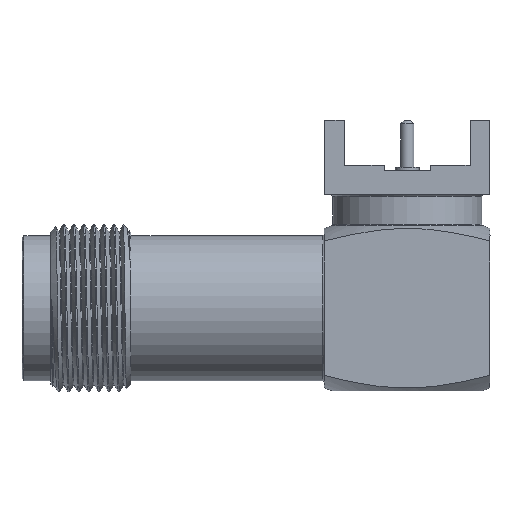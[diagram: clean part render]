
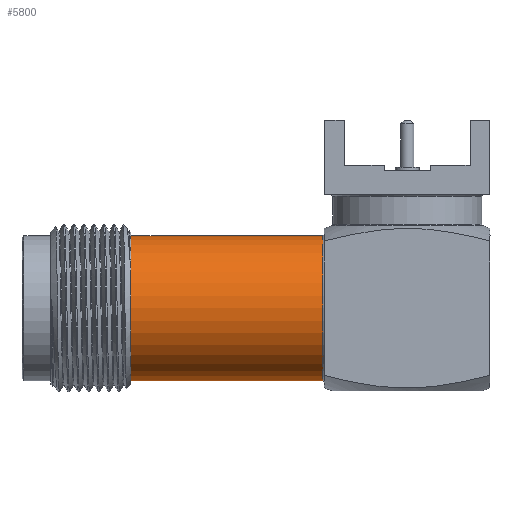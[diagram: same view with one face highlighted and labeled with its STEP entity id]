
A CAD part, front view. The second image highlights one B-rep face of the part: STEP entity #5800.
In plain terms, the highlighted cylindrical face has radius 4.826 mm (diameter 9.652 mm), a partial arc.
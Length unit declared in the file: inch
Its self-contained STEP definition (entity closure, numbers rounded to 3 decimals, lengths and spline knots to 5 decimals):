
#166 = FACE_OUTER_BOUND ( 'NONE', #5419, .T. ) ;
#369 = ORIENTED_EDGE ( 'NONE', *, *, #4204, .F. ) ;
#476 = VERTEX_POINT ( 'NONE', #900 ) ;
#745 = VERTEX_POINT ( 'NONE', #2325 ) ;
#900 = CARTESIAN_POINT ( 'NONE',  ( -0.72291, 0., 0.19 ) ) ;
#1101 = DIRECTION ( 'NONE',  ( -1., 0., 0. ) ) ;
#1202 = CARTESIAN_POINT ( 'NONE',  ( -0.2215, 0., 0. ) ) ;
#1544 = ORIENTED_EDGE ( 'NONE', *, *, #3920, .T. ) ;
#1580 = VECTOR ( 'NONE', #4305, 39.37008 ) ;
#1651 = CARTESIAN_POINT ( 'NONE',  ( -0.72291, 0., 0. ) ) ;
#1935 = ORIENTED_EDGE ( 'NONE', *, *, #6066, .F. ) ;
#2139 = DIRECTION ( 'NONE',  ( -1., 0., 0. ) ) ;
#2197 = DIRECTION ( 'NONE',  ( -1., 0., 0. ) ) ;
#2325 = CARTESIAN_POINT ( 'NONE',  ( -0.2215, 0., -0.19 ) ) ;
#2345 = CARTESIAN_POINT ( 'NONE',  ( -1.00791, 0., 0.19 ) ) ;
#2713 = CARTESIAN_POINT ( 'NONE',  ( -1.00791, 0., 0. ) ) ;
#3012 = CIRCLE ( 'NONE', #4247, 0.19 ) ;
#3033 = AXIS2_PLACEMENT_3D ( 'NONE', #2713, #2139, #4107 ) ;
#3170 = CARTESIAN_POINT ( 'NONE',  ( -0.72291, 0., -0.19 ) ) ;
#3209 = VECTOR ( 'NONE', #2197, 39.37008 ) ;
#3315 = LINE ( 'NONE', #2345, #1580 ) ;
#3543 = CIRCLE ( 'NONE', #3750, 0.19 ) ;
#3568 = DIRECTION ( 'NONE',  ( -1., 0., 0. ) ) ;
#3622 = DIRECTION ( 'NONE',  ( 0., 0., 1. ) ) ;
#3750 = AXIS2_PLACEMENT_3D ( 'NONE', #1651, #1101, #3622 ) ;
#3920 = EDGE_CURVE ( 'NONE', #3987, #476, #3315, .T. ) ;
#3987 = VERTEX_POINT ( 'NONE', #4398 ) ;
#4107 = DIRECTION ( 'NONE',  ( 0., 0., 1. ) ) ;
#4204 = EDGE_CURVE ( 'NONE', #745, #5714, #5722, .T. ) ;
#4247 = AXIS2_PLACEMENT_3D ( 'NONE', #1202, #3568, #5562 ) ;
#4305 = DIRECTION ( 'NONE',  ( -1., 0., 0. ) ) ;
#4398 = CARTESIAN_POINT ( 'NONE',  ( -0.2215, 0., 0.19 ) ) ;
#4616 = CYLINDRICAL_SURFACE ( 'NONE', #3033, 0.19 ) ;
#5419 = EDGE_LOOP ( 'NONE', ( #369, #6249, #1544, #1935 ) ) ;
#5562 = DIRECTION ( 'NONE',  ( 0., 0., -1. ) ) ;
#5687 = CARTESIAN_POINT ( 'NONE',  ( -1.00791, 0., -0.19 ) ) ;
#5706 = EDGE_CURVE ( 'NONE', #745, #3987, #3012, .T. ) ;
#5714 = VERTEX_POINT ( 'NONE', #3170 ) ;
#5722 = LINE ( 'NONE', #5687, #3209 ) ;
#5800 = ADVANCED_FACE ( 'NONE', ( #166 ), #4616, .T. ) ;
#6066 = EDGE_CURVE ( 'NONE', #5714, #476, #3543, .T. ) ;
#6249 = ORIENTED_EDGE ( 'NONE', *, *, #5706, .T. ) ;
